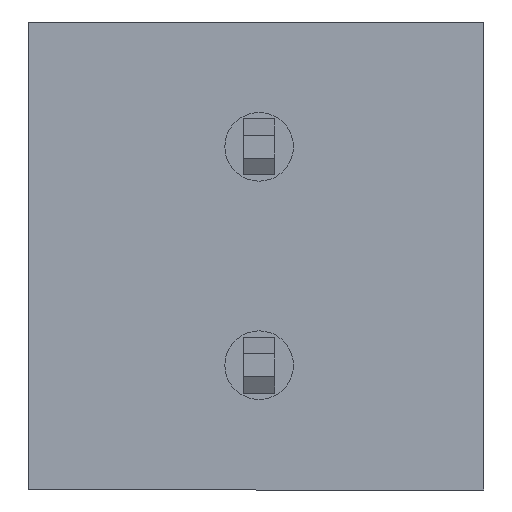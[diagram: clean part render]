
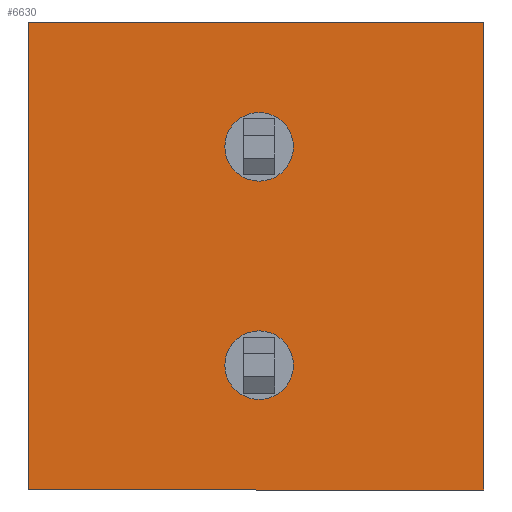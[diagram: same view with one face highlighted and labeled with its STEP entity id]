
A CAD part, front view. The second image highlights one B-rep face of the part: STEP entity #6630.
In plain terms, the highlighted planar face has unit normal (0, -1, 0).
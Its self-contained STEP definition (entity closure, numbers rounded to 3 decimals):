
#3790=CARTESIAN_POINT('',(-84.502,20.821,-2.));
#3800=DIRECTION('',(1.,0.,0.));
#3810=VECTOR('',#3800,1.);
#3820=LINE('',#3790,#3810);
#3830=CARTESIAN_POINT('',(-34.955,20.821,-2.));
#3840=VERTEX_POINT('',#3830);
#3850=CARTESIAN_POINT('',(-27.655,20.821,-2.));
#3860=VERTEX_POINT('',#3850);
#3870=EDGE_CURVE('',#3840,#3860,#3820,.T.);
#5350=CARTESIAN_POINT('',(-27.655,20.821,5.5));
#5360=VERTEX_POINT('',#5350);
#5480=CARTESIAN_POINT('',(-27.655,20.821,5.));
#5490=DIRECTION('',(0.,0.,-1.));
#5500=VECTOR('',#5490,1.);
#5510=LINE('',#5480,#5500);
#5520=EDGE_CURVE('',#5360,#3860,#5510,.T.);
#6100=CARTESIAN_POINT('',(-27.655,20.821,0.));
#6110=DIRECTION('',(-0.,-1.,-0.));
#6120=DIRECTION('',(-1.,0.,0.));
#6130=AXIS2_PLACEMENT_3D('',#6100,#6110,#6120);
#6140=PLANE('',#6130);
#6150=CARTESIAN_POINT('',(-31.355,20.821,0.));
#6160=DIRECTION('',(0.,-1.,0.));
#6170=DIRECTION('',(1.,0.,0.));
#6180=AXIS2_PLACEMENT_3D('',#6150,#6160,#6170);
#6190=CIRCLE('',#6180,0.55);
#6200=CARTESIAN_POINT('',(-30.805,20.821,0.));
#6210=VERTEX_POINT('',#6200);
#6220=CARTESIAN_POINT('',(-31.905,20.821,
0.));
#6230=VERTEX_POINT('',#6220);
#6240=EDGE_CURVE('',#6210,#6230,#6190,.T.);
#6250=ORIENTED_EDGE('',*,*,#6240,.F.);
#6260=EDGE_CURVE('',#6230,#6210,#6190,.T.);
#6270=ORIENTED_EDGE('',*,*,#6260,.F.);
#6280=EDGE_LOOP('',(#6270,#6250));
#6290=FACE_BOUND('',#6280,.T.);
#6300=ORIENTED_EDGE('',*,*,#3870,.T.);
#6310=CARTESIAN_POINT('',(-34.955,20.821,5.));
#6320=DIRECTION('',(0.,0.,1.));
#6330=VECTOR('',#6320,1.);
#6340=LINE('',#6310,#6330);
#6350=CARTESIAN_POINT('',(-34.955,20.821,5.5));
#6360=VERTEX_POINT('',#6350);
#6370=EDGE_CURVE('',#3840,#6360,#6340,.T.);
#6380=ORIENTED_EDGE('',*,*,#6370,.F.);
#6390=CARTESIAN_POINT('',(-84.502,20.821,5.5));
#6400=DIRECTION('',(1.,0.,0.));
#6410=VECTOR('',#6400,1.);
#6420=LINE('',#6390,#6410);
#6430=EDGE_CURVE('',#6360,#5360,#6420,.T.);
#6440=ORIENTED_EDGE('',*,*,#6430,.F.);
#6450=ORIENTED_EDGE('',*,*,#5520,.F.);
#6460=EDGE_LOOP('',(#6450,#6440,#6380,#6300));
#6470=FACE_OUTER_BOUND('',#6460,.T.);
#6480=CARTESIAN_POINT('',(-31.355,20.821,3.5));
#6490=DIRECTION('',(0.,-1.,0.));
#6500=DIRECTION('',(1.,0.,0.));
#6510=AXIS2_PLACEMENT_3D('',#6480,#6490,#6500);
#6520=CIRCLE('',#6510,0.55);
#6530=CARTESIAN_POINT('',(-31.905,20.821,3.5));
#6540=VERTEX_POINT('',#6530);
#6550=CARTESIAN_POINT('',(-30.805,20.821,3.5));
#6560=VERTEX_POINT('',#6550);
#6570=EDGE_CURVE('',#6540,#6560,#6520,.T.);
#6580=ORIENTED_EDGE('',*,*,#6570,.F.);
#6590=EDGE_CURVE('',#6560,#6540,#6520,.T.);
#6600=ORIENTED_EDGE('',*,*,#6590,.F.);
#6610=EDGE_LOOP('',(#6600,#6580));
#6620=FACE_BOUND('',#6610,.T.);
#6630=ADVANCED_FACE('',(#6290,#6470,#6620),#6140,.T.);
